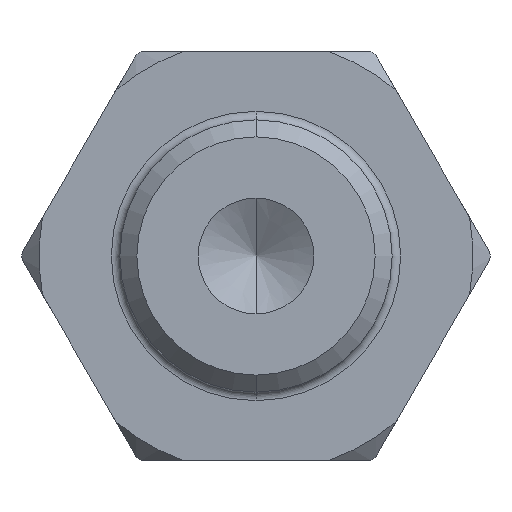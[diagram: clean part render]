
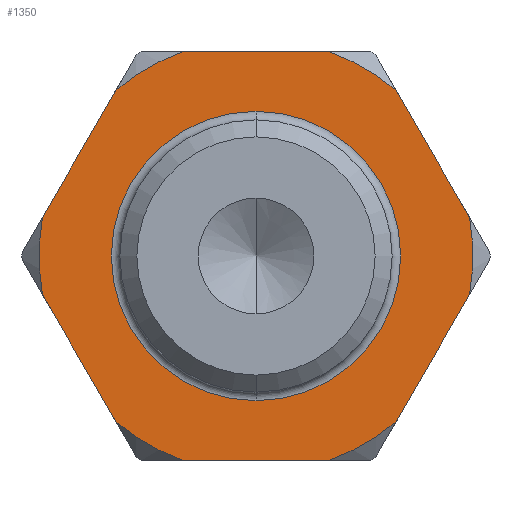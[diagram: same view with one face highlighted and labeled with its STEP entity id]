
A CAD part, front view. The second image highlights one B-rep face of the part: STEP entity #1350.
In plain terms, the highlighted planar face has unit normal (0, -1, 0).
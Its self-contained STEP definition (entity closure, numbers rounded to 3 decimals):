
#3 = LINE ( 'NONE', #1328, #89 ) ;
#5 = DIRECTION ( 'NONE',  ( 0., -1., 0. ) ) ;
#11 = CARTESIAN_POINT ( 'NONE',  ( 0., -12., 0. ) ) ;
#20 = VERTEX_POINT ( 'NONE', #1418 ) ;
#34 = AXIS2_PLACEMENT_3D ( 'NONE', #50, #1240, #499 ) ;
#50 = CARTESIAN_POINT ( 'NONE',  ( -13.75, -12., 0. ) ) ;
#59 = DIRECTION ( 'NONE',  ( 0., 0., 1. ) ) ;
#65 = VERTEX_POINT ( 'NONE', #1173 ) ;
#67 = EDGE_CURVE ( 'NONE', #318, #854, #1191, .T. ) ;
#78 = DIRECTION ( 'NONE',  ( -0.5, 0., -0.866 ) ) ;
#84 = CARTESIAN_POINT ( 'NONE',  ( -8.238, -12., -9.731 ) ) ;
#86 = DIRECTION ( 'NONE',  ( 0., -1., 0. ) ) ;
#87 = CARTESIAN_POINT ( 'NONE',  ( -8.238, -12., 9.731 ) ) ;
#89 = VECTOR ( 'NONE', #1174, 1000. ) ;
#116 = VERTEX_POINT ( 'NONE', #1300 ) ;
#118 = DIRECTION ( 'NONE',  ( 0., 0., 1. ) ) ;
#122 = DIRECTION ( 'NONE',  ( 0., -1., 0. ) ) ;
#127 = CARTESIAN_POINT ( 'NONE',  ( 0., -12., 0. ) ) ;
#129 = AXIS2_PLACEMENT_3D ( 'NONE', #623, #618, #568 ) ;
#130 = CARTESIAN_POINT ( 'NONE',  ( 6.955, -12., 11.954 ) ) ;
#152 = ORIENTED_EDGE ( 'NONE', *, *, #987, .T. ) ;
#167 = PLANE ( 'NONE',  #34 ) ;
#178 = FACE_BOUND ( 'NONE', #684, .T. ) ;
#183 = CARTESIAN_POINT ( 'NONE',  ( 0., -12., -8.5 ) ) ;
#186 = CARTESIAN_POINT ( 'NONE',  ( 6.955, -12., -11.954 ) ) ;
#211 = DIRECTION ( 'NONE',  ( 0., 0., 1. ) ) ;
#219 = CIRCLE ( 'NONE', #429, 12.75 ) ;
#220 = DIRECTION ( 'NONE',  ( 0., -1., 0. ) ) ;
#224 = CARTESIAN_POINT ( 'NONE',  ( 0., -12., 0. ) ) ;
#226 = EDGE_CURVE ( 'NONE', #318, #1138, #1168, .T. ) ;
#230 = EDGE_CURVE ( 'NONE', #1083, #116, #501, .T. ) ;
#232 = VECTOR ( 'NONE', #1091, 1000. ) ;
#234 = AXIS2_PLACEMENT_3D ( 'NONE', #224, #220, #211 ) ;
#240 = VERTEX_POINT ( 'NONE', #1396 ) ;
#250 = CIRCLE ( 'NONE', #129, 12.75 ) ;
#256 = CIRCLE ( 'NONE', #536, 12.75 ) ;
#276 = ORIENTED_EDGE ( 'NONE', *, *, #1388, .T. ) ;
#308 = LINE ( 'NONE', #1275, #622 ) ;
#318 = VERTEX_POINT ( 'NONE', #1179 ) ;
#332 = VERTEX_POINT ( 'NONE', #1146 ) ;
#361 = ORIENTED_EDGE ( 'NONE', *, *, #957, .F. ) ;
#396 = CARTESIAN_POINT ( 'NONE',  ( 12.547, -12., 2.269 ) ) ;
#417 = CARTESIAN_POINT ( 'NONE',  ( -13.83, -12., 0.046 ) ) ;
#418 = ORIENTED_EDGE ( 'NONE', *, *, #230, .T. ) ;
#429 = AXIS2_PLACEMENT_3D ( 'NONE', #772, #86, #59 ) ;
#448 = ORIENTED_EDGE ( 'NONE', *, *, #67, .F. ) ;
#475 = FACE_OUTER_BOUND ( 'NONE', #1019, .T. ) ;
#483 = VECTOR ( 'NONE', #659, 1000. ) ;
#499 = DIRECTION ( 'NONE',  ( 0., 0., 1. ) ) ;
#501 = CIRCLE ( 'NONE', #505, 8.5 ) ;
#505 = AXIS2_PLACEMENT_3D ( 'NONE', #1298, #1403, #1151 ) ;
#508 = CARTESIAN_POINT ( 'NONE',  ( 0., -12., 0. ) ) ;
#511 = CARTESIAN_POINT ( 'NONE',  ( -12.547, -12., -2.269 ) ) ;
#516 = DIRECTION ( 'NONE',  ( 0., 0., 1. ) ) ;
#526 = DIRECTION ( 'NONE',  ( 0., -1., 0. ) ) ;
#536 = AXIS2_PLACEMENT_3D ( 'NONE', #638, #526, #516 ) ;
#568 = DIRECTION ( 'NONE',  ( 0., 0., 1. ) ) ;
#577 = CIRCLE ( 'NONE', #1095, 8.5 ) ;
#590 = AXIS2_PLACEMENT_3D ( 'NONE', #11, #5, #1488 ) ;
#608 = VERTEX_POINT ( 'NONE', #396 ) ;
#609 = EDGE_CURVE ( 'NONE', #930, #1138, #1458, .T. ) ;
#618 = DIRECTION ( 'NONE',  ( 0., -1., 0. ) ) ;
#622 = VECTOR ( 'NONE', #1512, 1000. ) ;
#623 = CARTESIAN_POINT ( 'NONE',  ( 0., -12., 0. ) ) ;
#638 = CARTESIAN_POINT ( 'NONE',  ( 0., -12., 0. ) ) ;
#640 = DIRECTION ( 'NONE',  ( 0., 0., 1. ) ) ;
#659 = DIRECTION ( 'NONE',  ( 0.5, 0., 0.866 ) ) ;
#684 = EDGE_LOOP ( 'NONE', ( #990, #418 ) ) ;
#692 = CARTESIAN_POINT ( 'NONE',  ( 4.308, -12., 12. ) ) ;
#733 = EDGE_CURVE ( 'NONE', #930, #1336, #250, .T. ) ;
#772 = CARTESIAN_POINT ( 'NONE',  ( 0., -12., 0. ) ) ;
#785 = EDGE_CURVE ( 'NONE', #1407, #1336, #308, .T. ) ;
#854 = VERTEX_POINT ( 'NONE', #692 ) ;
#868 = EDGE_CURVE ( 'NONE', #1407, #65, #1334, .T. ) ;
#930 = VERTEX_POINT ( 'NONE', #1533 ) ;
#935 = LINE ( 'NONE', #130, #1451 ) ;
#953 = LINE ( 'NONE', #186, #1320 ) ;
#957 = EDGE_CURVE ( 'NONE', #1294, #65, #3, .T. ) ;
#977 = ORIENTED_EDGE ( 'NONE', *, *, #1111, .F. ) ;
#984 = ORIENTED_EDGE ( 'NONE', *, *, #868, .T. ) ;
#987 = EDGE_CURVE ( 'NONE', #1294, #332, #1448, .T. ) ;
#990 = ORIENTED_EDGE ( 'NONE', *, *, #1502, .T. ) ;
#1011 = ORIENTED_EDGE ( 'NONE', *, *, #1194, .T. ) ;
#1019 = EDGE_LOOP ( 'NONE', ( #448, #1266, #1078, #1063, #1341, #984, #361, #152, #977, #1011, #1462, #276 ) ) ;
#1063 = ORIENTED_EDGE ( 'NONE', *, *, #733, .T. ) ;
#1078 = ORIENTED_EDGE ( 'NONE', *, *, #609, .F. ) ;
#1083 = VERTEX_POINT ( 'NONE', #183 ) ;
#1091 = DIRECTION ( 'NONE',  ( 1., 0., 0. ) ) ;
#1095 = AXIS2_PLACEMENT_3D ( 'NONE', #508, #1379, #640 ) ;
#1105 = CARTESIAN_POINT ( 'NONE',  ( -13.75, -12., 12. ) ) ;
#1111 = EDGE_CURVE ( 'NONE', #20, #332, #953, .T. ) ;
#1138 = VERTEX_POINT ( 'NONE', #87 ) ;
#1146 = CARTESIAN_POINT ( 'NONE',  ( 8.238, -12., -9.731 ) ) ;
#1151 = DIRECTION ( 'NONE',  ( 0., 0., 1. ) ) ;
#1168 = CIRCLE ( 'NONE', #590, 12.75 ) ;
#1173 = CARTESIAN_POINT ( 'NONE',  ( -4.308, -12., -12. ) ) ;
#1174 = DIRECTION ( 'NONE',  ( -1., 0., 0. ) ) ;
#1179 = CARTESIAN_POINT ( 'NONE',  ( -4.308, -12., 12. ) ) ;
#1191 = LINE ( 'NONE', #1105, #232 ) ;
#1194 = EDGE_CURVE ( 'NONE', #20, #608, #256, .T. ) ;
#1240 = DIRECTION ( 'NONE',  ( 0., 1., 0. ) ) ;
#1266 = ORIENTED_EDGE ( 'NONE', *, *, #226, .T. ) ;
#1275 = CARTESIAN_POINT ( 'NONE',  ( -13.83, -12., -0.046 ) ) ;
#1291 = AXIS2_PLACEMENT_3D ( 'NONE', #127, #122, #118 ) ;
#1294 = VERTEX_POINT ( 'NONE', #1474 ) ;
#1298 = CARTESIAN_POINT ( 'NONE',  ( 0., -12., 0. ) ) ;
#1300 = CARTESIAN_POINT ( 'NONE',  ( 0., -12., 8.5 ) ) ;
#1317 = EDGE_CURVE ( 'NONE', #240, #608, #935, .T. ) ;
#1320 = VECTOR ( 'NONE', #78, 1000. ) ;
#1328 = CARTESIAN_POINT ( 'NONE',  ( -13.75, -12., -12. ) ) ;
#1334 = CIRCLE ( 'NONE', #234, 12.75 ) ;
#1336 = VERTEX_POINT ( 'NONE', #511 ) ;
#1341 = ORIENTED_EDGE ( 'NONE', *, *, #785, .F. ) ;
#1350 = ADVANCED_FACE ( 'NONE', ( #178, #475 ), #167, .F. ) ;
#1379 = DIRECTION ( 'NONE',  ( 0., 1., 0. ) ) ;
#1388 = EDGE_CURVE ( 'NONE', #240, #854, #219, .T. ) ;
#1396 = CARTESIAN_POINT ( 'NONE',  ( 8.238, -12., 9.731 ) ) ;
#1403 = DIRECTION ( 'NONE',  ( 0., 1., 0. ) ) ;
#1407 = VERTEX_POINT ( 'NONE', #84 ) ;
#1418 = CARTESIAN_POINT ( 'NONE',  ( 12.547, -12., -2.269 ) ) ;
#1448 = CIRCLE ( 'NONE', #1291, 12.75 ) ;
#1451 = VECTOR ( 'NONE', #1480, 1000. ) ;
#1458 = LINE ( 'NONE', #417, #483 ) ;
#1462 = ORIENTED_EDGE ( 'NONE', *, *, #1317, .F. ) ;
#1474 = CARTESIAN_POINT ( 'NONE',  ( 4.308, -12., -12. ) ) ;
#1480 = DIRECTION ( 'NONE',  ( 0.5, 0., -0.866 ) ) ;
#1488 = DIRECTION ( 'NONE',  ( 0., 0., 1. ) ) ;
#1502 = EDGE_CURVE ( 'NONE', #116, #1083, #577, .T. ) ;
#1512 = DIRECTION ( 'NONE',  ( -0.5, 0., 0.866 ) ) ;
#1533 = CARTESIAN_POINT ( 'NONE',  ( -12.547, -12., 2.269 ) ) ;
